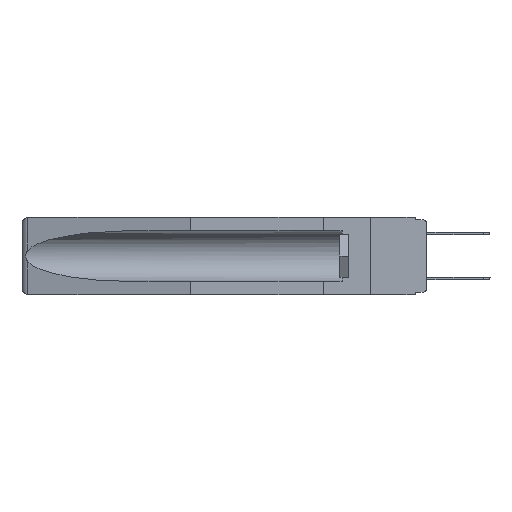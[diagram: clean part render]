
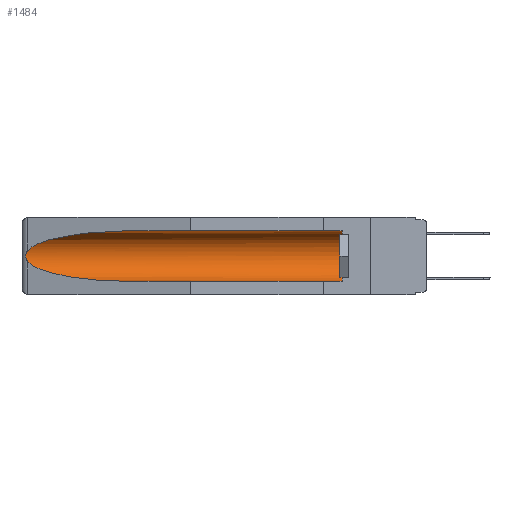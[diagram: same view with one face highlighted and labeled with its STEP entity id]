
A CAD part, left-side view. The second image highlights one B-rep face of the part: STEP entity #1484.
In plain terms, the highlighted cylindrical face has radius 2.857 mm (diameter 5.715 mm), a partial arc.
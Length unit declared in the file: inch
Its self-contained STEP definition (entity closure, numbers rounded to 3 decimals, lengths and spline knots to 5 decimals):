
#883 = CARTESIAN_POINT ( 'NONE',  ( 0.26597, 1.5296, -0.19026 ) ) ;
#1026 = CARTESIAN_POINT ( 'NONE',  ( 0.26654, 1.53092, -0.15636 ) ) ;
#1484 = ADVANCED_FACE ( 'NONE', ( #22754 ), #18603, .F. ) ;
#1566 = VERTEX_POINT ( 'NONE', #12889 ) ;
#2797 = CARTESIAN_POINT ( 'NONE',  ( 0.2675, 1.53308, -0.16763 ) ) ;
#2865 = CARTESIAN_POINT ( 'NONE',  ( 0.2673, 1.5327, -0.16383 ) ) ;
#2912 =( BOUNDED_CURVE ( )  B_SPLINE_CURVE ( 3, ( #5681, #7451, #5916, #7529 ),
 .UNSPECIFIED., .F., .F. ) 
 B_SPLINE_CURVE_WITH_KNOTS ( ( 4, 4 ),
 ( 0.1948, 1.5708 ),
 .UNSPECIFIED. ) 
 CURVE ( )  GEOMETRIC_REPRESENTATION_ITEM ( )  RATIONAL_B_SPLINE_CURVE ( ( 1., 0.848, 0.848, 1. ) ) 
 REPRESENTATION_ITEM ( '' )  );
#3092 = CARTESIAN_POINT ( 'NONE',  ( 0.155, 0.126, -0.1715 ) ) ;
#3590 = VECTOR ( 'NONE', #15179, 39.37008 ) ;
#5052 =( BOUNDED_CURVE ( )  B_SPLINE_CURVE ( 3, ( #13686, #20893, #10116, #10184 ),
 .UNSPECIFIED., .F., .F. ) 
 B_SPLINE_CURVE_WITH_KNOTS ( ( 4, 4 ),
 ( 4.71239, 6.08839 ),
 .UNSPECIFIED. ) 
 CURVE ( )  GEOMETRIC_REPRESENTATION_ITEM ( )  RATIONAL_B_SPLINE_CURVE ( ( 1., 0.848, 0.848, 1. ) ) 
 REPRESENTATION_ITEM ( '' )  );
#5681 = CARTESIAN_POINT ( 'NONE',  ( 0.26537, 1.52718, -0.19328 ) ) ;
#5916 = CARTESIAN_POINT ( 'NONE',  ( 0.21114, 1.30732, -0.284 ) ) ;
#6233 = CARTESIAN_POINT ( 'NONE',  ( 0.2673, 1.53269, -0.17917 ) ) ;
#6759 = DIRECTION ( 'NONE',  ( 0., 0., 1. ) ) ;
#6886 = VERTEX_POINT ( 'NONE', #7707 ) ;
#7092 = EDGE_LOOP ( 'NONE', ( #12617, #14544, #12700, #20582, #11137, #19885 ) ) ;
#7451 = CARTESIAN_POINT ( 'NONE',  ( 0.25451, 1.48313, -0.24835 ) ) ;
#7529 = CARTESIAN_POINT ( 'NONE',  ( 0.155, 1.07973, -0.284 ) ) ;
#7707 = CARTESIAN_POINT ( 'NONE',  ( 0.155, 1.07973, -0.284 ) ) ;
#8528 = VERTEX_POINT ( 'NONE', #15443 ) ;
#9079 = AXIS2_PLACEMENT_3D ( 'NONE', #3092, #12149, #6759 ) ;
#9206 = VERTEX_POINT ( 'NONE', #10078 ) ;
#9317 = EDGE_CURVE ( 'NONE', #15948, #1566, #13079, .T. ) ;
#9786 = VERTEX_POINT ( 'NONE', #20048 ) ;
#9828 = CARTESIAN_POINT ( 'NONE',  ( 0.155, -0.30754, -0.1715 ) ) ;
#10078 = CARTESIAN_POINT ( 'NONE',  ( 0.26537, 1.52718, -0.19328 ) ) ;
#10116 = CARTESIAN_POINT ( 'NONE',  ( 0.25451, 1.48313, -0.09465 ) ) ;
#10184 = CARTESIAN_POINT ( 'NONE',  ( 0.26537, 1.52718, -0.14972 ) ) ;
#10701 = CARTESIAN_POINT ( 'NONE',  ( 0.155, 0.126, -0.284 ) ) ;
#11045 = VECTOR ( 'NONE', #20266, 39.37008 ) ;
#11137 = ORIENTED_EDGE ( 'NONE', *, *, #9317, .T. ) ;
#11540 = CARTESIAN_POINT ( 'NONE',  ( 0.155, -0.30754, -0.059 ) ) ;
#11573 = EDGE_CURVE ( 'NONE', #15948, #6886, #16301, .T. ) ;
#12149 = DIRECTION ( 'NONE',  ( 0., -1., 0. ) ) ;
#12617 = ORIENTED_EDGE ( 'NONE', *, *, #13423, .T. ) ;
#12700 = ORIENTED_EDGE ( 'NONE', *, *, #14399, .T. ) ;
#12810 = AXIS2_PLACEMENT_3D ( 'NONE', #9828, #18507, #15090 ) ;
#12880 = B_SPLINE_CURVE_WITH_KNOTS ( 'NONE', 3,
 ( #20466, #13495, #1026, #2865, #2797, #18530, #6233, #22073, #883, #15045 ),
 .UNSPECIFIED., .F., .F.,
 ( 4, 2, 2, 2, 4 ),
 ( 0., 0.00029, 0.00058, 0.00087, 0.00117 ),
 .UNSPECIFIED. ) ;
#12889 = CARTESIAN_POINT ( 'NONE',  ( 0.155, 0.126, -0.059 ) ) ;
#13079 = CIRCLE ( 'NONE', #9079, 0.1125 ) ;
#13423 = EDGE_CURVE ( 'NONE', #8528, #9786, #5052, .T. ) ;
#13495 = CARTESIAN_POINT ( 'NONE',  ( 0.26597, 1.52961, -0.15275 ) ) ;
#13686 = CARTESIAN_POINT ( 'NONE',  ( 0.155, 1.07973, -0.059 ) ) ;
#14399 = EDGE_CURVE ( 'NONE', #9206, #6886, #2912, .T. ) ;
#14544 = ORIENTED_EDGE ( 'NONE', *, *, #17543, .T. ) ;
#15045 = CARTESIAN_POINT ( 'NONE',  ( 0.26537, 1.52718, -0.19328 ) ) ;
#15090 = DIRECTION ( 'NONE',  ( 0., 0., 1. ) ) ;
#15179 = DIRECTION ( 'NONE',  ( 0., 1., 0. ) ) ;
#15443 = CARTESIAN_POINT ( 'NONE',  ( 0.155, 1.07973, -0.059 ) ) ;
#15948 = VERTEX_POINT ( 'NONE', #10701 ) ;
#16301 = LINE ( 'NONE', #21885, #11045 ) ;
#17543 = EDGE_CURVE ( 'NONE', #9786, #9206, #12880, .T. ) ;
#18507 = DIRECTION ( 'NONE',  ( 0., 1., 0. ) ) ;
#18530 = CARTESIAN_POINT ( 'NONE',  ( 0.2675, 1.53308, -0.17534 ) ) ;
#18603 = CYLINDRICAL_SURFACE ( 'NONE', #12810, 0.1125 ) ;
#19885 = ORIENTED_EDGE ( 'NONE', *, *, #20369, .T. ) ;
#20048 = CARTESIAN_POINT ( 'NONE',  ( 0.26537, 1.52718, -0.14972 ) ) ;
#20266 = DIRECTION ( 'NONE',  ( 0., 1., 0. ) ) ;
#20369 = EDGE_CURVE ( 'NONE', #1566, #8528, #21638, .T. ) ;
#20466 = CARTESIAN_POINT ( 'NONE',  ( 0.26537, 1.52718, -0.14972 ) ) ;
#20582 = ORIENTED_EDGE ( 'NONE', *, *, #11573, .F. ) ;
#20893 = CARTESIAN_POINT ( 'NONE',  ( 0.21114, 1.30732, -0.059 ) ) ;
#21638 = LINE ( 'NONE', #11540, #3590 ) ;
#21885 = CARTESIAN_POINT ( 'NONE',  ( 0.155, -0.30754, -0.284 ) ) ;
#22073 = CARTESIAN_POINT ( 'NONE',  ( 0.26655, 1.53094, -0.18657 ) ) ;
#22754 = FACE_OUTER_BOUND ( 'NONE', #7092, .T. ) ;
